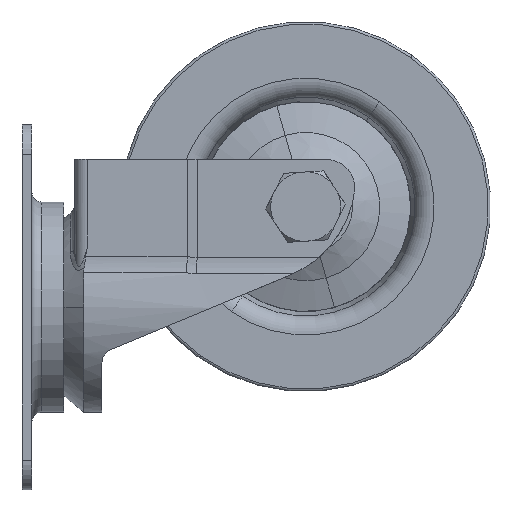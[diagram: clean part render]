
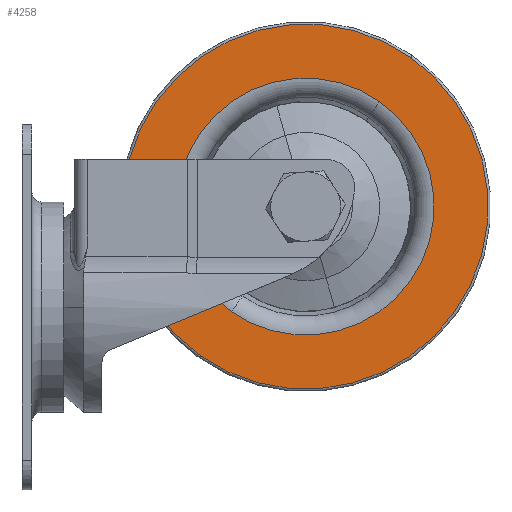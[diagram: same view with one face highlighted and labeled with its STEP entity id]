
A CAD part, left-side view. The second image highlights one B-rep face of the part: STEP entity #4258.
In plain terms, the highlighted face is planar.
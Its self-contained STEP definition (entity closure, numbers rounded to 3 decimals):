
#71 = CARTESIAN_POINT ( 'NONE',  ( 0., 0., 11. ) ) ;
#78 = CARTESIAN_POINT ( 'NONE',  ( 0., 0., 11. ) ) ;
#393 = DIRECTION ( 'NONE',  ( 1., 0., 0. ) ) ;
#671 = DIRECTION ( 'NONE',  ( 1., 0., 0. ) ) ;
#884 = DIRECTION ( 'NONE',  ( 0., 0., 1. ) ) ;
#969 = CIRCLE ( 'NONE', #4669, 26.04 ) ;
#1237 = CIRCLE ( 'NONE', #7042, 37. ) ;
#1467 = CIRCLE ( 'NONE', #6104, 37. ) ;
#1803 = VERTEX_POINT ( 'NONE', #3038 ) ;
#1877 = EDGE_LOOP ( 'NONE', ( #7137, #4679 ) ) ;
#2111 = CARTESIAN_POINT ( 'NONE',  ( 0., 0., 11. ) ) ;
#2244 = VERTEX_POINT ( 'NONE', #5951 ) ;
#2361 = DIRECTION ( 'NONE',  ( 0., 0., -1. ) ) ;
#2595 = CARTESIAN_POINT ( 'NONE',  ( -26.04, 0., 11. ) ) ;
#2831 = EDGE_LOOP ( 'NONE', ( #5536, #3392 ) ) ;
#3038 = CARTESIAN_POINT ( 'NONE',  ( 37., 0., 11. ) ) ;
#3260 = CARTESIAN_POINT ( 'NONE',  ( 0., 0., 11. ) ) ;
#3392 = ORIENTED_EDGE ( 'NONE', *, *, #3546, .T. ) ;
#3424 = DIRECTION ( 'NONE',  ( 0., 0., 1. ) ) ;
#3546 = EDGE_CURVE ( 'NONE', #5971, #5438, #969, .T. ) ;
#3743 = CARTESIAN_POINT ( 'NONE',  ( 26.04, 0., 11. ) ) ;
#3810 = EDGE_CURVE ( 'NONE', #2244, #1803, #1237, .T. ) ;
#3822 = DIRECTION ( 'NONE',  ( 0., 0., 1. ) ) ;
#3952 = AXIS2_PLACEMENT_3D ( 'NONE', #71, #3424, #671 ) ;
#3960 = EDGE_CURVE ( 'NONE', #1803, #2244, #1467, .T. ) ;
#3985 = FACE_OUTER_BOUND ( 'NONE', #1877, .T. ) ;
#4022 = PLANE ( 'NONE',  #3952 ) ;
#4234 = AXIS2_PLACEMENT_3D ( 'NONE', #3260, #7339, #6790 ) ;
#4236 = DIRECTION ( 'NONE',  ( 1., 0., 0. ) ) ;
#4258 = ADVANCED_FACE ( 'NONE', ( #3985, #6949 ), #4022, .T. ) ;
#4605 = CIRCLE ( 'NONE', #4234, 26.04 ) ;
#4669 = AXIS2_PLACEMENT_3D ( 'NONE', #78, #2361, #5806 ) ;
#4679 = ORIENTED_EDGE ( 'NONE', *, *, #3810, .T. ) ;
#5438 = VERTEX_POINT ( 'NONE', #3743 ) ;
#5536 = ORIENTED_EDGE ( 'NONE', *, *, #5789, .T. ) ;
#5789 = EDGE_CURVE ( 'NONE', #5438, #5971, #4605, .T. ) ;
#5806 = DIRECTION ( 'NONE',  ( 1., 0., 0. ) ) ;
#5951 = CARTESIAN_POINT ( 'NONE',  ( -37., 0., 11. ) ) ;
#5971 = VERTEX_POINT ( 'NONE', #2595 ) ;
#6104 = AXIS2_PLACEMENT_3D ( 'NONE', #2111, #3822, #393 ) ;
#6790 = DIRECTION ( 'NONE',  ( 1., 0., 0. ) ) ;
#6949 = FACE_BOUND ( 'NONE', #2831, .T. ) ;
#7038 = CARTESIAN_POINT ( 'NONE',  ( 0., 0., 11. ) ) ;
#7042 = AXIS2_PLACEMENT_3D ( 'NONE', #7038, #884, #4236 ) ;
#7137 = ORIENTED_EDGE ( 'NONE', *, *, #3960, .T. ) ;
#7339 = DIRECTION ( 'NONE',  ( 0., 0., -1. ) ) ;
